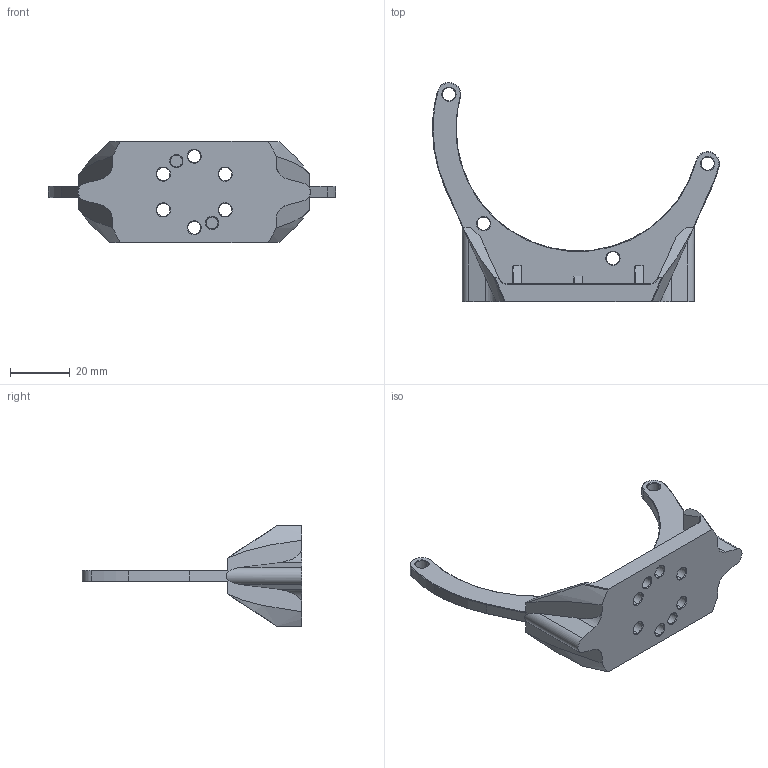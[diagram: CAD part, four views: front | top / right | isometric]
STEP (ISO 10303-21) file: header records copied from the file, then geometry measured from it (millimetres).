
FILE_DESCRIPTION (( 'STEP AP214' ), '1' );
FILE_NAME ('hip_thigh_2.STEP', '2026-01-14T06:50:40', ( '' ), ( '' ), 'SwSTEP 2.0', 'SolidWorks 2023', '' );
FILE_SCHEMA (( 'AUTOMOTIVE_DESIGN' ));
Length unit declared in the file: millimetre
Products named in the file (1): hip_thigh_2
Bounding box: 96.47 x 73.64 x 34 mm (x, y, z)
Volume: 22523.9 mm3; surface area: 11779.6 mm2
Topology: 1 solids, 1 shells, 215 faces, 543 edges, 338 vertices
Faces by surface type: cone 78, plane 73, cylinder 60, bspline 4
Entity records: 6597 total; most frequent: CARTESIAN_POINT 1324, DIRECTION 1123, ORIENTED_EDGE 1086, EDGE_CURVE 543, AXIS2_PLACEMENT_3D 407, VERTEX_POINT 338, VECTOR 309, LINE 309
